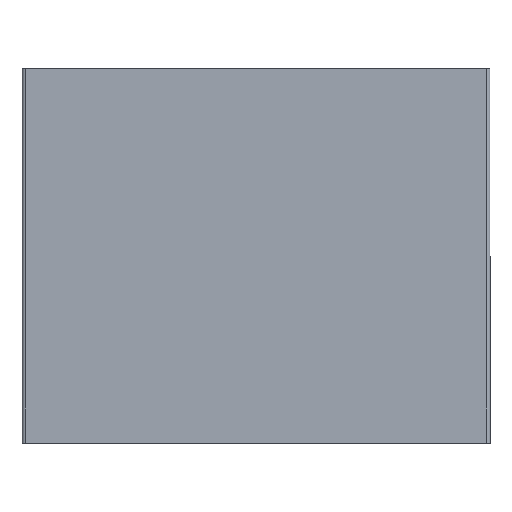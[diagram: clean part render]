
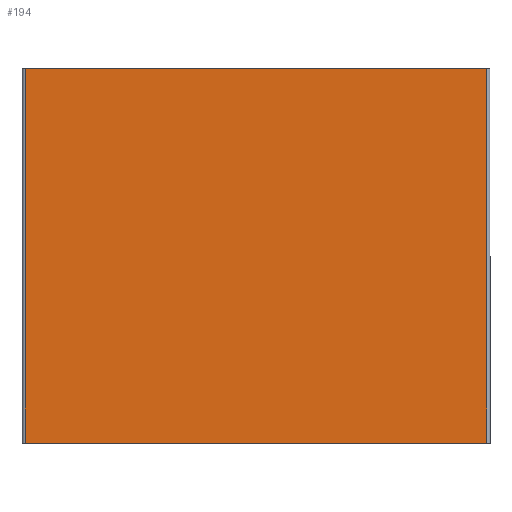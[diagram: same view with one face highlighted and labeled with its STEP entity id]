
A CAD part, top view. The second image highlights one B-rep face of the part: STEP entity #194.
In plain terms, the highlighted face is planar.
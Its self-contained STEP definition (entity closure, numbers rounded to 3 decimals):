
#194 = ADVANCED_FACE( '', ( #282 ), #283, .F. );
#282 = FACE_OUTER_BOUND( '', #486, .T. );
#283 = PLANE( '', #487 );
#486 = EDGE_LOOP( '', ( #751, #752, #753, #754 ) );
#487 = AXIS2_PLACEMENT_3D( '', #755, #756, #757 );
#751 = ORIENTED_EDGE( '', *, *, #1239, .T. );
#752 = ORIENTED_EDGE( '', *, *, #1272, .F. );
#753 = ORIENTED_EDGE( '', *, *, #1263, .F. );
#754 = ORIENTED_EDGE( '', *, *, #1249, .T. );
#755 = CARTESIAN_POINT( '', ( -127., 101.6, 0. ) );
#756 = DIRECTION( '', ( 0., 0., 1. ) );
#757 = DIRECTION( '', ( 1., 0., 0. ) );
#1239 = EDGE_CURVE( '', #1421, #1418, #1422, .T. );
#1249 = EDGE_CURVE( '', #1439, #1421, #1440, .T. );
#1263 = EDGE_CURVE( '', #1439, #1464, #1465, .T. );
#1272 = EDGE_CURVE( '', #1464, #1418, #1478, .T. );
#1418 = VERTEX_POINT( '', #1726 );
#1421 = VERTEX_POINT( '', #1729 );
#1422 = LINE( '', #1730, #1731 );
#1439 = VERTEX_POINT( '', #1754 );
#1440 = LINE( '', #1755, #1756 );
#1464 = VERTEX_POINT( '', #1786 );
#1465 = LINE( '', #1787, #1788 );
#1478 = LINE( '', #1806, #1807 );
#1726 = CARTESIAN_POINT( '', ( -125.171, -101.6, 0. ) );
#1729 = CARTESIAN_POINT( '', ( 125.171, -101.6, 0. ) );
#1730 = CARTESIAN_POINT( '', ( -127., -101.6, 0. ) );
#1731 = VECTOR( '', #2137, 1000. );
#1754 = CARTESIAN_POINT( '', ( 125.171, 101.6, 0. ) );
#1755 = CARTESIAN_POINT( '', ( 125.171, 101.6, 0. ) );
#1756 = VECTOR( '', #2153, 1000. );
#1786 = CARTESIAN_POINT( '', ( -125.171, 101.6, 0. ) );
#1787 = CARTESIAN_POINT( '', ( -127., 101.6, 0. ) );
#1788 = VECTOR( '', #2181, 1000. );
#1806 = CARTESIAN_POINT( '', ( -125.171, 101.6, 0. ) );
#1807 = VECTOR( '', #2196, 1000. );
#2137 = DIRECTION( '', ( -1., 0., 0. ) );
#2153 = DIRECTION( '', ( 0., -1., 0. ) );
#2181 = DIRECTION( '', ( -1., 0., 0. ) );
#2196 = DIRECTION( '', ( 0., -1., 0. ) );
